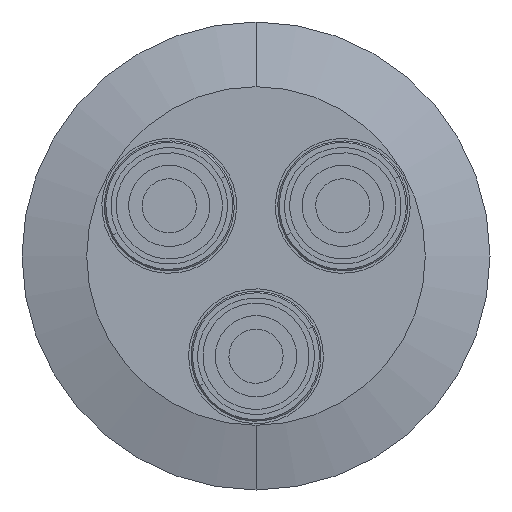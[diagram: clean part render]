
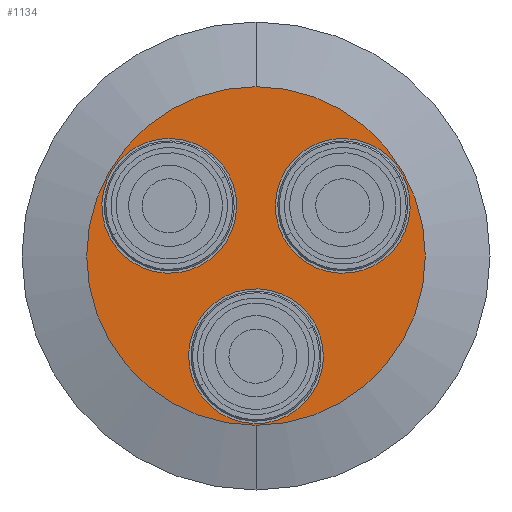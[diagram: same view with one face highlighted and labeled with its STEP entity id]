
A CAD part, front view. The second image highlights one B-rep face of the part: STEP entity #1134.
In plain terms, the highlighted planar face has unit normal (0, -1, 0).
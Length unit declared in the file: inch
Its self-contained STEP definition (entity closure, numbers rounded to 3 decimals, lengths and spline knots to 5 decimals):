
#7 = CARTESIAN_POINT ( 'NONE',  ( 0., -0.095, -0.4625 ) ) ;
#37 = DIRECTION ( 'NONE',  ( 0., 1., 0. ) ) ;
#130 = CARTESIAN_POINT ( 'NONE',  ( 0.49375, -0.095, -0.06545 ) ) ;
#178 = EDGE_CURVE ( 'NONE', #1084, #1625, #1198, .T. ) ;
#246 = AXIS2_PLACEMENT_3D ( 'NONE', #1715, #642, #1616 ) ;
#397 = DIRECTION ( 'NONE',  ( 0., 1., 0. ) ) ;
#467 = EDGE_CURVE ( 'NONE', #3404, #1075, #988, .T. ) ;
#528 = CIRCLE ( 'NONE', #4497, 0.311 ) ;
#575 = DIRECTION ( 'NONE',  ( 0., 1., 0. ) ) ;
#605 = CARTESIAN_POINT ( 'NONE',  ( -0.78144, -0.095, 0. ) ) ;
#622 = EDGE_CURVE ( 'NONE', #1971, #3891, #1288, .T. ) ;
#642 = DIRECTION ( 'NONE',  ( 0., 1., 0. ) ) ;
#711 = DIRECTION ( 'NONE',  ( 0., 1., 0. ) ) ;
#768 = CARTESIAN_POINT ( 'NONE',  ( 0.09321, -0.095, -0.7592 ) ) ;
#806 = AXIS2_PLACEMENT_3D ( 'NONE', #1215, #2942, #2638 ) ;
#832 = AXIS2_PLACEMENT_3D ( 'NONE', #3904, #37, #4342 ) ;
#848 = CARTESIAN_POINT ( 'NONE',  ( -0.09321, -0.095, -0.1658 ) ) ;
#988 = CIRCLE ( 'NONE', #246, 0.311 ) ;
#1055 = DIRECTION ( 'NONE',  ( 0., 0., 1. ) ) ;
#1075 = VERTEX_POINT ( 'NONE', #130 ) ;
#1084 = VERTEX_POINT ( 'NONE', #2983 ) ;
#1134 = ADVANCED_FACE ( 'NONE', ( #1700, #4157, #4540, #2776 ), #2352, .F. ) ;
#1198 = CIRCLE ( 'NONE', #832, 0.311 ) ;
#1215 = CARTESIAN_POINT ( 'NONE',  ( 0., -0.095, 0. ) ) ;
#1251 = AXIS2_PLACEMENT_3D ( 'NONE', #2080, #3209, #2129 ) ;
#1288 = CIRCLE ( 'NONE', #2477, 0.78144 ) ;
#1320 = EDGE_CURVE ( 'NONE', #1625, #1084, #528, .T. ) ;
#1422 = AXIS2_PLACEMENT_3D ( 'NONE', #7, #397, #1055 ) ;
#1487 = CARTESIAN_POINT ( 'NONE',  ( 0., -0.095, 0.78144 ) ) ;
#1616 = DIRECTION ( 'NONE',  ( 0., 0., 1. ) ) ;
#1625 = VERTEX_POINT ( 'NONE', #4621 ) ;
#1633 = EDGE_LOOP ( 'NONE', ( #2479, #4423 ) ) ;
#1700 = FACE_BOUND ( 'NONE', #1633, .T. ) ;
#1715 = CARTESIAN_POINT ( 'NONE',  ( 0.40054, -0.095, 0.23125 ) ) ;
#1766 = DIRECTION ( 'NONE',  ( 0., 0., 1. ) ) ;
#1856 = EDGE_CURVE ( 'NONE', #2356, #2805, #3578, .T. ) ;
#1936 = EDGE_CURVE ( 'NONE', #1075, #3404, #4096, .T. ) ;
#1971 = VERTEX_POINT ( 'NONE', #1487 ) ;
#2080 = CARTESIAN_POINT ( 'NONE',  ( 0., -0.095, -0.4625 ) ) ;
#2089 = EDGE_LOOP ( 'NONE', ( #3806, #4076 ) ) ;
#2129 = DIRECTION ( 'NONE',  ( 0., 0., 1. ) ) ;
#2352 = PLANE ( 'NONE',  #3465 ) ;
#2356 = VERTEX_POINT ( 'NONE', #768 ) ;
#2370 = CARTESIAN_POINT ( 'NONE',  ( 0., -0.095, -0.78144 ) ) ;
#2376 = ORIENTED_EDGE ( 'NONE', *, *, #622, .T. ) ;
#2450 = ORIENTED_EDGE ( 'NONE', *, *, #467, .T. ) ;
#2477 = AXIS2_PLACEMENT_3D ( 'NONE', #3702, #2564, #4435 ) ;
#2479 = ORIENTED_EDGE ( 'NONE', *, *, #1320, .T. ) ;
#2508 = DIRECTION ( 'NONE',  ( 0., 1., 0. ) ) ;
#2564 = DIRECTION ( 'NONE',  ( 0., -1., 0. ) ) ;
#2638 = DIRECTION ( 'NONE',  ( 0., 0., -1. ) ) ;
#2748 = ORIENTED_EDGE ( 'NONE', *, *, #1936, .T. ) ;
#2776 = FACE_OUTER_BOUND ( 'NONE', #3216, .T. ) ;
#2805 = VERTEX_POINT ( 'NONE', #848 ) ;
#2886 = CARTESIAN_POINT ( 'NONE',  ( 0.30733, -0.095, 0.52795 ) ) ;
#2938 = ORIENTED_EDGE ( 'NONE', *, *, #3985, .T. ) ;
#2942 = DIRECTION ( 'NONE',  ( 0., -1., 0. ) ) ;
#2983 = CARTESIAN_POINT ( 'NONE',  ( -0.49375, -0.095, 0.52795 ) ) ;
#3209 = DIRECTION ( 'NONE',  ( 0., 1., 0. ) ) ;
#3216 = EDGE_LOOP ( 'NONE', ( #2376, #2938 ) ) ;
#3225 = CIRCLE ( 'NONE', #1422, 0.311 ) ;
#3284 = CARTESIAN_POINT ( 'NONE',  ( -0.40054, -0.095, 0.23125 ) ) ;
#3342 = AXIS2_PLACEMENT_3D ( 'NONE', #3917, #711, #3564 ) ;
#3404 = VERTEX_POINT ( 'NONE', #2886 ) ;
#3465 = AXIS2_PLACEMENT_3D ( 'NONE', #605, #575, #4207 ) ;
#3564 = DIRECTION ( 'NONE',  ( 0., 0., 1. ) ) ;
#3578 = CIRCLE ( 'NONE', #1251, 0.311 ) ;
#3702 = CARTESIAN_POINT ( 'NONE',  ( 0., -0.095, 0. ) ) ;
#3801 = CIRCLE ( 'NONE', #806, 0.78144 ) ;
#3806 = ORIENTED_EDGE ( 'NONE', *, *, #1856, .T. ) ;
#3822 = EDGE_LOOP ( 'NONE', ( #2748, #2450 ) ) ;
#3891 = VERTEX_POINT ( 'NONE', #2370 ) ;
#3904 = CARTESIAN_POINT ( 'NONE',  ( -0.40054, -0.095, 0.23125 ) ) ;
#3917 = CARTESIAN_POINT ( 'NONE',  ( 0.40054, -0.095, 0.23125 ) ) ;
#3985 = EDGE_CURVE ( 'NONE', #3891, #1971, #3801, .T. ) ;
#4076 = ORIENTED_EDGE ( 'NONE', *, *, #4479, .T. ) ;
#4096 = CIRCLE ( 'NONE', #3342, 0.311 ) ;
#4157 = FACE_BOUND ( 'NONE', #2089, .T. ) ;
#4207 = DIRECTION ( 'NONE',  ( 0., 0., 1. ) ) ;
#4342 = DIRECTION ( 'NONE',  ( 0., 0., 1. ) ) ;
#4423 = ORIENTED_EDGE ( 'NONE', *, *, #178, .T. ) ;
#4435 = DIRECTION ( 'NONE',  ( 0., 0., -1. ) ) ;
#4479 = EDGE_CURVE ( 'NONE', #2805, #2356, #3225, .T. ) ;
#4497 = AXIS2_PLACEMENT_3D ( 'NONE', #3284, #2508, #1766 ) ;
#4540 = FACE_BOUND ( 'NONE', #3822, .T. ) ;
#4621 = CARTESIAN_POINT ( 'NONE',  ( -0.30733, -0.095, -0.06545 ) ) ;
